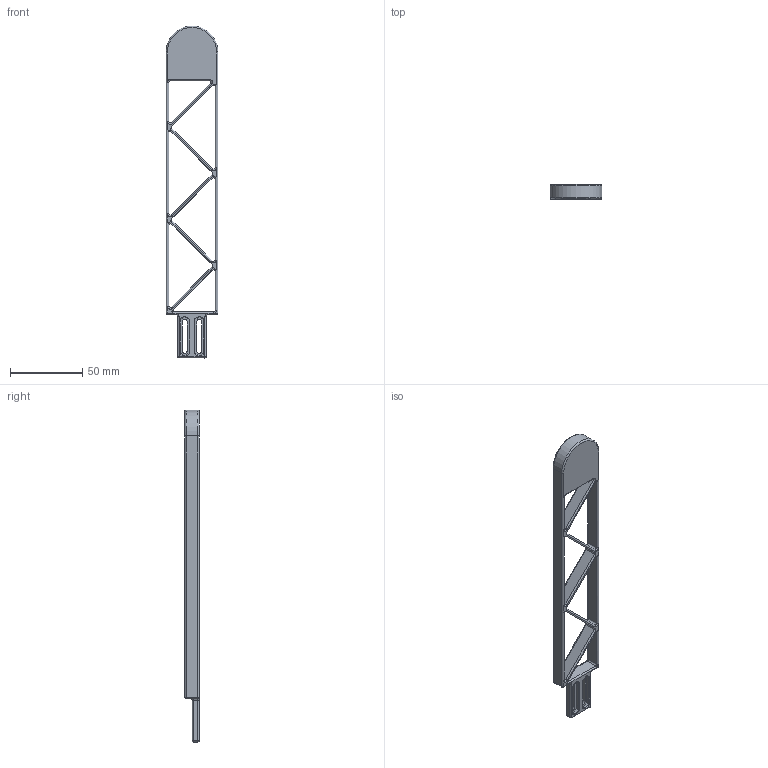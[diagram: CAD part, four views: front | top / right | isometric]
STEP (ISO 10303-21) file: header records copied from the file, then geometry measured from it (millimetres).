
FILE_DESCRIPTION(/* description */ (''),/* implementation_level */ '2;1');
FILE_NAME(/* name */ 'Az_pivot_frameB.step',/* time_stamp */ '2020-09-09T10:23:45-04:00',/* author */ (''),/* organization */ (''),/* preprocessor_version */ 'ST-DEVELOPER v18.1',/* originating_system */ 'Autodesk Translation Framework v9.3.0.1241',/* authorisation */ '');
FILE_SCHEMA (('AUTOMOTIVE_DESIGN { 1 0 10303 214 3 1 1 }'));
Length unit declared in the file: millimetre
Products named in the file (1): FusionComponent
Bounding box: 36 x 10 x 230 mm (x, y, z)
Volume: 20224.9 mm3; surface area: 18442.6 mm2
Topology: 1 solids, 1 shells, 182 faces, 461 edges, 270 vertices
Faces by surface type: cylinder 76, plane 55, torus 30, bspline 13, sphere 8
Full cylindrical faces by diameter (mm): 28.25 x1
Entity records: 6236 total; most frequent: CARTESIAN_POINT 1759, DIRECTION 976, ORIENTED_EDGE 922, EDGE_CURVE 461, AXIS2_PLACEMENT_3D 371, VERTEX_POINT 270, LINE 234, VECTOR 234
